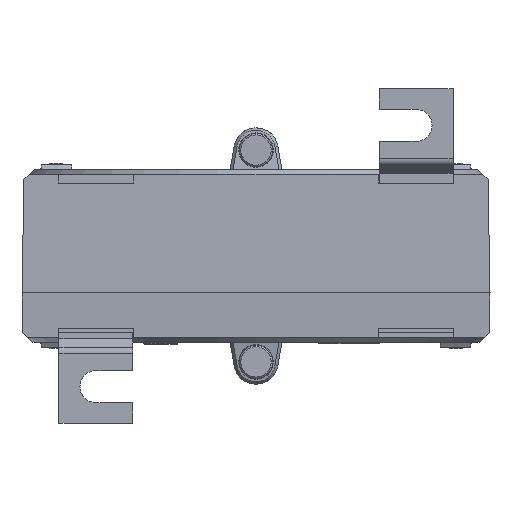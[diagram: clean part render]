
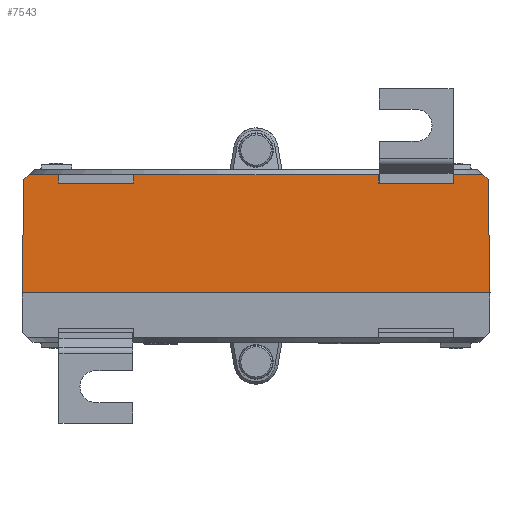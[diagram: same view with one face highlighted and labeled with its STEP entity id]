
A CAD part, front view. The second image highlights one B-rep face of the part: STEP entity #7543.
In plain terms, the highlighted planar face has unit normal (0, -1, 0.018).
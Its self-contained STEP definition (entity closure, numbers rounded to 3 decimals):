
#477 = FACE_OUTER_BOUND ( 'NONE', #42804, .T. ) ;
#907 = EDGE_CURVE ( 'NONE', #51494, #53793, #55514, .T. ) ;
#1913 = ORIENTED_EDGE ( 'NONE', *, *, #29733, .T. ) ;
#2895 = CARTESIAN_POINT ( 'NONE',  ( 0., -48.111, 22.3 ) ) ;
#3011 = VERTEX_POINT ( 'NONE', #31632 ) ;
#3389 = LINE ( 'NONE', #23161, #36310 ) ;
#3469 = EDGE_CURVE ( 'NONE', #49480, #80475, #21272, .T. ) ;
#3885 = PLANE ( 'NONE',  #53887 ) ;
#4909 = CARTESIAN_POINT ( 'NONE',  ( -46.073, -48.081, 24. ) ) ;
#5148 = VECTOR ( 'NONE', #74537, 1000. ) ;
#5216 = EDGE_CURVE ( 'NONE', #68933, #52181, #25442, .T. ) ;
#5508 = DIRECTION ( 'NONE',  ( -0.009, -0.017, -1. ) ) ;
#7171 = CARTESIAN_POINT ( 'NONE',  ( 24.837, -48.081, 24. ) ) ;
#7543 = ADVANCED_FACE ( 'NONE', ( #477 ), #3885, .T. ) ;
#8017 = ORIENTED_EDGE ( 'NONE', *, *, #54080, .T. ) ;
#9054 = VERTEX_POINT ( 'NONE', #23431 ) ;
#10373 = ORIENTED_EDGE ( 'NONE', *, *, #3469, .T. ) ;
#10621 = CARTESIAN_POINT ( 'NONE',  ( -47.485, -48.485, 0.846 ) ) ;
#11607 = EDGE_CURVE ( 'NONE', #77927, #51494, #22636, .T. ) ;
#12678 = VECTOR ( 'NONE', #64987, 1000. ) ;
#13425 = ORIENTED_EDGE ( 'NONE', *, *, #18128, .T. ) ;
#13976 = ORIENTED_EDGE ( 'NONE', *, *, #43837, .T. ) ;
#15201 = EDGE_CURVE ( 'NONE', #66998, #9054, #56797, .T. ) ;
#15654 = ORIENTED_EDGE ( 'NONE', *, *, #11607, .F. ) ;
#15835 = CARTESIAN_POINT ( 'NONE',  ( 47.486, -48.486, 0.829 ) ) ;
#16129 = LINE ( 'NONE', #84273, #49088 ) ;
#16261 = CARTESIAN_POINT ( 'NONE',  ( 46.073, -48.081, 24. ) ) ;
#16671 = DIRECTION ( 'NONE',  ( -1., 0., 0. ) ) ;
#17916 = VECTOR ( 'NONE', #71043, 1000. ) ;
#18128 = EDGE_CURVE ( 'NONE', #3011, #59559, #65248, .T. ) ;
#18160 = LINE ( 'NONE', #10621, #70704 ) ;
#18230 = VECTOR ( 'NONE', #72485, 1000. ) ;
#18327 = ORIENTED_EDGE ( 'NONE', *, *, #56031, .T. ) ;
#19177 = CARTESIAN_POINT ( 'NONE',  ( 24.851, -48.111, 22.3 ) ) ;
#19886 = VECTOR ( 'NONE', #55605, 1000. ) ;
#20432 = VECTOR ( 'NONE', #16671, 1000. ) ;
#21272 = LINE ( 'NONE', #65581, #71716 ) ;
#22636 = LINE ( 'NONE', #15835, #5148 ) ;
#23161 = CARTESIAN_POINT ( 'NONE',  ( -40.051, -48.307, 11.084 ) ) ;
#23431 = CARTESIAN_POINT ( 'NONE',  ( -24.851, -48.111, 22.3 ) ) ;
#23725 = DIRECTION ( 'NONE',  ( 0., -1., 0.017 ) ) ;
#25442 = LINE ( 'NONE', #77832, #58464 ) ;
#27689 = EDGE_CURVE ( 'NONE', #49480, #68936, #41794, .T. ) ;
#29733 = EDGE_CURVE ( 'NONE', #59559, #68933, #51998, .T. ) ;
#29746 = DIRECTION ( 'NONE',  ( -0.009, 0.017, 1. ) ) ;
#30107 = EDGE_CURVE ( 'NONE', #32347, #52181, #70455, .T. ) ;
#31282 = ORIENTED_EDGE ( 'NONE', *, *, #15201, .F. ) ;
#31632 = CARTESIAN_POINT ( 'NONE',  ( 40.163, -48.081, 24. ) ) ;
#32347 = VERTEX_POINT ( 'NONE', #56180 ) ;
#33041 = CARTESIAN_POINT ( 'NONE',  ( 34.231, -47.881, 35.436 ) ) ;
#34213 = DIRECTION ( 'NONE',  ( 1., 0., 0. ) ) ;
#34948 = CARTESIAN_POINT ( 'NONE',  ( -47.098, -48.098, 23.01 ) ) ;
#36310 = VECTOR ( 'NONE', #29746, 1000. ) ;
#37085 = CARTESIAN_POINT ( 'NONE',  ( 40.149, -48.111, 22.3 ) ) ;
#38452 = CARTESIAN_POINT ( 'NONE',  ( 40.051, -48.307, 11.084 ) ) ;
#39038 = CARTESIAN_POINT ( 'NONE',  ( -40.163, -48.081, 24. ) ) ;
#39216 = VECTOR ( 'NONE', #34213, 1000. ) ;
#41794 = LINE ( 'NONE', #73187, #74723 ) ;
#42804 = EDGE_LOOP ( 'NONE', ( #15654, #18327, #43315, #13425, #1913, #47722, #54598, #8017, #31282, #70257, #43525, #10373, #13976, #83407 ) ) ;
#43315 = ORIENTED_EDGE ( 'NONE', *, *, #84545, .F. ) ;
#43405 = DIRECTION ( 'NONE',  ( -0.017, -0.017, -1. ) ) ;
#43525 = ORIENTED_EDGE ( 'NONE', *, *, #27689, .F. ) ;
#43837 = EDGE_CURVE ( 'NONE', #80475, #53793, #18160, .T. ) ;
#45050 = DIRECTION ( 'NONE',  ( -0.009, 0.017, 1. ) ) ;
#46997 = DIRECTION ( 'NONE',  ( 1., 0., 0. ) ) ;
#47645 = CARTESIAN_POINT ( 'NONE',  ( 47.5, -48.5, 0. ) ) ;
#47722 = ORIENTED_EDGE ( 'NONE', *, *, #5216, .T. ) ;
#48048 = VERTEX_POINT ( 'NONE', #16261 ) ;
#49088 = VECTOR ( 'NONE', #5508, 1000. ) ;
#49480 = VERTEX_POINT ( 'NONE', #4909 ) ;
#51494 = VERTEX_POINT ( 'NONE', #47645 ) ;
#51756 = CARTESIAN_POINT ( 'NONE',  ( -40.149, -48.111, 22.3 ) ) ;
#51998 = LINE ( 'NONE', #2895, #19886 ) ;
#52181 = VERTEX_POINT ( 'NONE', #7171 ) ;
#53344 = LINE ( 'NONE', #33041, #18230 ) ;
#53408 = CARTESIAN_POINT ( 'NONE',  ( -47.5, -48.5, 0. ) ) ;
#53793 = VERTEX_POINT ( 'NONE', #53408 ) ;
#53887 = AXIS2_PLACEMENT_3D ( 'NONE', #63234, #23725, #69785 ) ;
#54080 = EDGE_CURVE ( 'NONE', #32347, #9054, #16129, .T. ) ;
#54598 = ORIENTED_EDGE ( 'NONE', *, *, #30107, .F. ) ;
#55514 = LINE ( 'NONE', #81634, #20432 ) ;
#55605 = DIRECTION ( 'NONE',  ( -1., 0., 0. ) ) ;
#56031 = EDGE_CURVE ( 'NONE', #77927, #48048, #53344, .T. ) ;
#56180 = CARTESIAN_POINT ( 'NONE',  ( -24.837, -48.081, 24. ) ) ;
#56612 = LINE ( 'NONE', #65066, #67939 ) ;
#56797 = LINE ( 'NONE', #80176, #39216 ) ;
#58335 = CARTESIAN_POINT ( 'NONE',  ( 47.098, -48.098, 23.01 ) ) ;
#58464 = VECTOR ( 'NONE', #45050, 1000. ) ;
#59559 = VERTEX_POINT ( 'NONE', #37085 ) ;
#63234 = CARTESIAN_POINT ( 'NONE',  ( 0., -48.5, 0. ) ) ;
#64987 = DIRECTION ( 'NONE',  ( -0.009, -0.017, -1. ) ) ;
#65066 = CARTESIAN_POINT ( 'NONE',  ( 47.116, -48.081, 24. ) ) ;
#65248 = LINE ( 'NONE', #38452, #12678 ) ;
#65581 = CARTESIAN_POINT ( 'NONE',  ( -34.231, -47.881, 35.436 ) ) ;
#66998 = VERTEX_POINT ( 'NONE', #51756 ) ;
#67939 = VECTOR ( 'NONE', #71620, 1000. ) ;
#68933 = VERTEX_POINT ( 'NONE', #19177 ) ;
#68936 = VERTEX_POINT ( 'NONE', #39038 ) ;
#69785 = DIRECTION ( 'NONE',  ( 0., -0.017, -1. ) ) ;
#70257 = ORIENTED_EDGE ( 'NONE', *, *, #81592, .T. ) ;
#70455 = LINE ( 'NONE', #71598, #17916 ) ;
#70704 = VECTOR ( 'NONE', #43405, 1000. ) ;
#71043 = DIRECTION ( 'NONE',  ( 1., 0., 0. ) ) ;
#71598 = CARTESIAN_POINT ( 'NONE',  ( 47.116, -48.081, 24. ) ) ;
#71620 = DIRECTION ( 'NONE',  ( 1., 0., 0. ) ) ;
#71716 = VECTOR ( 'NONE', #84722, 1000. ) ;
#72485 = DIRECTION ( 'NONE',  ( -0.719, 0.012, 0.695 ) ) ;
#73187 = CARTESIAN_POINT ( 'NONE',  ( 47.116, -48.081, 24. ) ) ;
#74537 = DIRECTION ( 'NONE',  ( 0.017, -0.017, -1. ) ) ;
#74723 = VECTOR ( 'NONE', #46997, 1000. ) ;
#77832 = CARTESIAN_POINT ( 'NONE',  ( 24.949, -48.307, 11.084 ) ) ;
#77927 = VERTEX_POINT ( 'NONE', #58335 ) ;
#80176 = CARTESIAN_POINT ( 'NONE',  ( 0., -48.111, 22.3 ) ) ;
#80475 = VERTEX_POINT ( 'NONE', #34948 ) ;
#81592 = EDGE_CURVE ( 'NONE', #66998, #68936, #3389, .T. ) ;
#81634 = CARTESIAN_POINT ( 'NONE',  ( 0., -48.5, 0. ) ) ;
#83407 = ORIENTED_EDGE ( 'NONE', *, *, #907, .F. ) ;
#84273 = CARTESIAN_POINT ( 'NONE',  ( -24.949, -48.307, 11.084 ) ) ;
#84545 = EDGE_CURVE ( 'NONE', #3011, #48048, #56612, .T. ) ;
#84722 = DIRECTION ( 'NONE',  ( -0.719, -0.012, -0.695 ) ) ;
